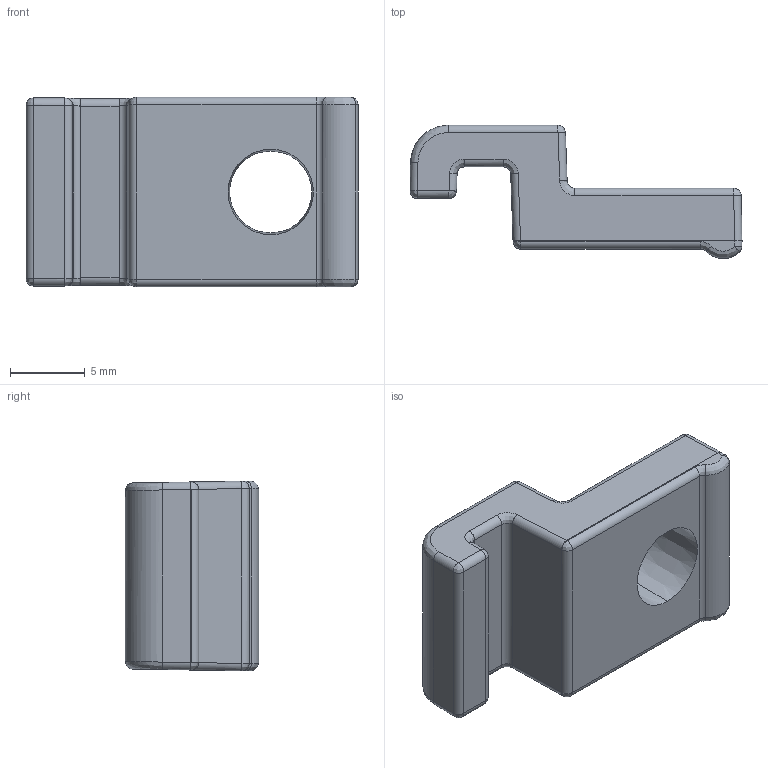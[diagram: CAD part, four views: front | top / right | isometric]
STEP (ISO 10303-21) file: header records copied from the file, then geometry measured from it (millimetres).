
FILE_DESCRIPTION (( 'STEP AP203' ), '1' );
FILE_NAME ('UGT040A-TC-1.step', '2024-10-21T11:10:35', ( '' ), ( '' ), 'SwSTEP 2.0', 'SolidWorks 2023', '' );
FILE_SCHEMA (( 'CONFIG_CONTROL_DESIGN' ));
Length unit declared in the file: inch
Products named in the file (1): UGT040A-TC-1
Bounding box: 22.22 x 8.91 x 12.7 mm (x, y, z)
Volume: 1186.5 mm3; surface area: 988.6 mm2
Topology: 1 solids, 1 shells, 81 faces, 184 edges, 106 vertices
Faces by surface type: cylinder 37, bspline 24, plane 16, cone 4
Entity records: 3468 total; most frequent: CARTESIAN_POINT 1902, ORIENTED_EDGE 368, DIRECTION 216, EDGE_CURVE 184, VERTEX_POINT 106, EDGE_LOOP 84, ADVANCED_FACE 81, FACE_OUTER_BOUND 81
